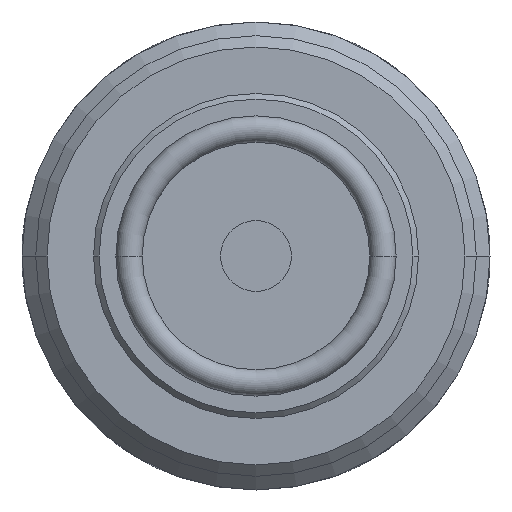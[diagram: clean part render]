
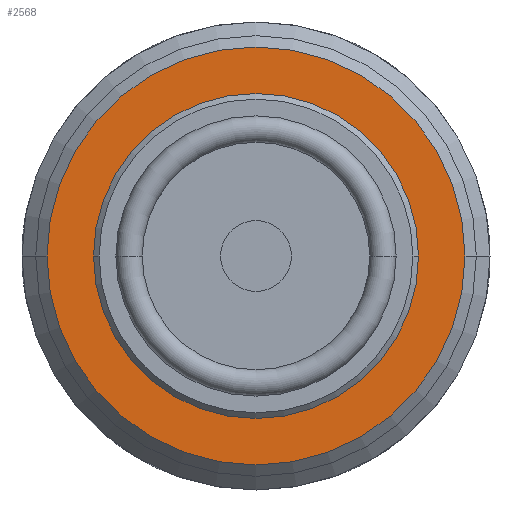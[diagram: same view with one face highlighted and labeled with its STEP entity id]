
A CAD part, front view. The second image highlights one B-rep face of the part: STEP entity #2568.
In plain terms, the highlighted planar face has unit normal (0, -1, 0).
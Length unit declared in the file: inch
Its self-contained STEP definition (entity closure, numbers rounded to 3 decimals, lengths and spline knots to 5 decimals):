
#1108=CARTESIAN_POINT('',(0.,0.015,0.));
#1109=DIRECTION('',(0.,1.,0.));
#1110=DIRECTION('',(1.,0.,0.));
#1111=AXIS2_PLACEMENT_3D('',#1108,#1109,#1110);
#1117=CARTESIAN_POINT('',(0.,0.015,0.));
#1118=DIRECTION('',(0.,-1.,0.));
#1119=DIRECTION('',(1.,0.,0.));
#1120=AXIS2_PLACEMENT_3D('',#1117,#1118,#1119);
#1126=CARTESIAN_POINT('',(0.,0.015,0.));
#1127=DIRECTION('',(0.,-1.,0.));
#1128=DIRECTION('',(1.,0.,0.));
#1129=AXIS2_PLACEMENT_3D('',#1126,#1127,#1128);
#1131=CARTESIAN_POINT('',(0.,0.015,0.));
#1132=DIRECTION('',(0.,1.,0.));
#1133=DIRECTION('',(1.,0.,0.));
#1134=AXIS2_PLACEMENT_3D('',#1131,#1132,#1133);
#1321=CARTESIAN_POINT('',(0.432,0.015,0.));
#1323=VERTEX_POINT('',#1321);
#1324=CARTESIAN_POINT('',(0.5555,0.015,0.));
#1326=VERTEX_POINT('',#1324);
#1335=CARTESIAN_POINT('',(-0.432,0.015,0.));
#1337=VERTEX_POINT('',#1335);
#1338=CARTESIAN_POINT('',(-0.5555,0.015,0.));
#1340=VERTEX_POINT('',#1338);
#2553=CARTESIAN_POINT('',(0.,0.015,0.));
#2554=DIRECTION('',(0.,1.,0.));
#2555=DIRECTION('',(1.,0.,0.));
#2556=AXIS2_PLACEMENT_3D('',#2553,#2554,#2555);
#2557=PLANE('',#2556);
#2558=ORIENTED_EDGE('',*,*,#2535,.T.);
#2559=ORIENTED_EDGE('',*,*,#2546,.F.);
#2560=EDGE_LOOP('',(#2558,#2559));
#2561=FACE_OUTER_BOUND('',#2560,.F.);
#2563=ORIENTED_EDGE('',*,*,#2562,.T.);
#2565=ORIENTED_EDGE('',*,*,#2564,.F.);
#2566=EDGE_LOOP('',(#2563,#2565));
#2567=FACE_BOUND('',#2566,.F.);
#1112=CIRCLE('',#1111,0.5555);
#1121=CIRCLE('',#1120,0.5555);
#1130=CIRCLE('',#1129,0.432);
#1135=CIRCLE('',#1134,0.432);
#2535=EDGE_CURVE('',#1326,#1340,#1112,.T.);
#2546=EDGE_CURVE('',#1326,#1340,#1121,.T.);
#2562=EDGE_CURVE('',#1323,#1337,#1130,.T.);
#2564=EDGE_CURVE('',#1323,#1337,#1135,.T.);
#2568=ADVANCED_FACE('',(#2561,#2567),#2557,.F.);
